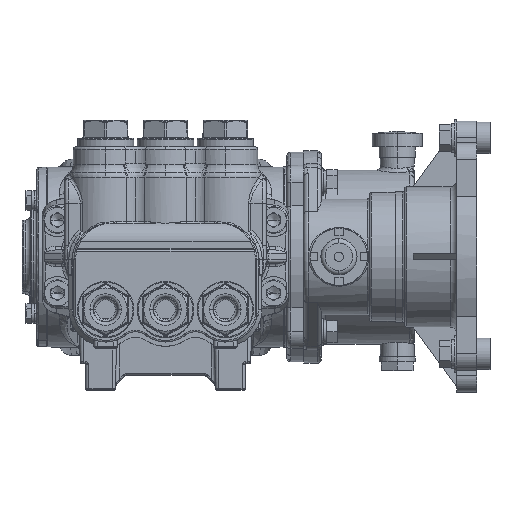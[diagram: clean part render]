
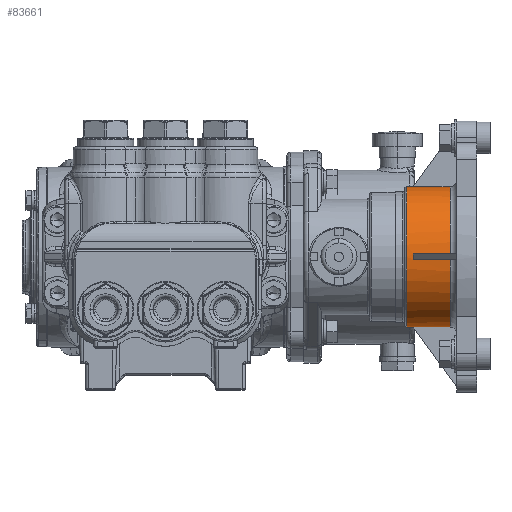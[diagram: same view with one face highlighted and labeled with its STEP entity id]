
A CAD part, top view. The second image highlights one B-rep face of the part: STEP entity #83661.
In plain terms, the highlighted cylindrical face has radius 42.164 mm (diameter 84.328 mm), a partial arc.
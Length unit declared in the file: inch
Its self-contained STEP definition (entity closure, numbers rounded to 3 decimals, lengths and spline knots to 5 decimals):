
#827 = CIRCLE ( 'NONE', #68050, 1.66 ) ;
#2196 = CARTESIAN_POINT ( 'NONE',  ( 6.73828, 0., 2.511 ) ) ;
#2668 = AXIS2_PLACEMENT_3D ( 'NONE', #41579, #50853, #13745 ) ;
#3198 =( BOUNDED_CURVE ( )  B_SPLINE_CURVE ( 3, ( #67567, #20543, #58851, #11843 ),
 .UNSPECIFIED., .F., .T. ) 
 B_SPLINE_CURVE_WITH_KNOTS ( ( 4, 4 ),
 ( 0., 0.04218 ),
 .UNSPECIFIED. ) 
 CURVE ( )  GEOMETRIC_REPRESENTATION_ITEM ( )  RATIONAL_B_SPLINE_CURVE ( ( 1., 1., 1., 1. ) ) 
 REPRESENTATION_ITEM ( '' )  );
#3999 = EDGE_CURVE ( 'NONE', #79386, #78131, #112483, .T. ) ;
#4653 = EDGE_CURVE ( 'NONE', #120161, #79386, #827, .T. ) ;
#4733 = VECTOR ( 'NONE', #120560, 39.37008 ) ;
#6341 = ORIENTED_EDGE ( 'NONE', *, *, #29833, .F. ) ;
#7327 = ORIENTED_EDGE ( 'NONE', *, *, #38282, .T. ) ;
#8317 = ORIENTED_EDGE ( 'NONE', *, *, #27348, .T. ) ;
#11843 = CARTESIAN_POINT ( 'NONE',  ( 5.86291, 1.65852, 2.581 ) ) ;
#12520 = FACE_OUTER_BOUND ( 'NONE', #106007, .T. ) ;
#13092 = LINE ( 'NONE', #50803, #40701 ) ;
#13117 = EDGE_CURVE ( 'NONE', #19774, #98515, #107733, .T. ) ;
#13353 = CARTESIAN_POINT ( 'NONE',  ( 5.86434, -0.02335, 4.17149 ) ) ;
#13745 = DIRECTION ( 'NONE',  ( 0., -1., 0. ) ) ;
#16039 = VERTEX_POINT ( 'NONE', #103849 ) ;
#18068 = LINE ( 'NONE', #55778, #82642 ) ;
#19774 = VERTEX_POINT ( 'NONE', #20488 ) ;
#19848 = VERTEX_POINT ( 'NONE', #42698 ) ;
#20488 = CARTESIAN_POINT ( 'NONE',  ( 5.86291, -0.07, 4.16952 ) ) ;
#20543 = CARTESIAN_POINT ( 'NONE',  ( 5.86398, 1.66, 2.53434 ) ) ;
#24391 = CARTESIAN_POINT ( 'NONE',  ( 5.86398, -1.66, 2.53434 ) ) ;
#25705 = VECTOR ( 'NONE', #73919, 39.37008 ) ;
#27348 = EDGE_CURVE ( 'NONE', #118399, #19848, #55392, .T. ) ;
#27922 = DIRECTION ( 'NONE',  ( 1., 0., 0. ) ) ;
#29678 = CARTESIAN_POINT ( 'NONE',  ( 5.86291, -1.65852, 2.581 ) ) ;
#29833 = EDGE_CURVE ( 'NONE', #54301, #74920, #3198, .T. ) ;
#35629 = DIRECTION ( 'NONE',  ( 1., 0., 0. ) ) ;
#36124 = CARTESIAN_POINT ( 'NONE',  ( 5.86291, -1.65852, 2.581 ) ) ;
#37949 = DIRECTION ( 'NONE',  ( -1., 0., 0. ) ) ;
#37991 = LINE ( 'NONE', #65253, #25705 ) ;
#38282 = EDGE_CURVE ( 'NONE', #70731, #16039, #18068, .T. ) ;
#40284 = AXIS2_PLACEMENT_3D ( 'NONE', #94257, #37949, #113443 ) ;
#40429 = ORIENTED_EDGE ( 'NONE', *, *, #83465, .F. ) ;
#40701 = VECTOR ( 'NONE', #58865, 39.37008 ) ;
#41579 = CARTESIAN_POINT ( 'NONE',  ( 5.66028, 0., 2.511 ) ) ;
#42698 = CARTESIAN_POINT ( 'NONE',  ( 6.73828, 0.07, 4.16952 ) ) ;
#46115 = VECTOR ( 'NONE', #35629, 39.37008 ) ;
#48077 =( BOUNDED_CURVE ( )  B_SPLINE_CURVE ( 3, ( #78987, #87643, #13353, #87029 ),
 .UNSPECIFIED., .F., .F. ) 
 B_SPLINE_CURVE_WITH_KNOTS ( ( 4, 4 ),
 ( 6.241, 6.32537 ),
 .UNSPECIFIED. ) 
 CURVE ( )  GEOMETRIC_REPRESENTATION_ITEM ( )  RATIONAL_B_SPLINE_CURVE ( ( 1., 0.999, 0.999, 1. ) ) 
 REPRESENTATION_ITEM ( '' )  );
#48920 = CARTESIAN_POINT ( 'NONE',  ( 5.71028, 1.66, 2.511 ) ) ;
#50803 = CARTESIAN_POINT ( 'NONE',  ( 5.66028, 1.65852, 2.581 ) ) ;
#50853 = DIRECTION ( 'NONE',  ( 1., 0., 0. ) ) ;
#51401 = DIRECTION ( 'NONE',  ( 1., 0., 0. ) ) ;
#53700 = EDGE_CURVE ( 'NONE', #118399, #19774, #48077, .T. ) ;
#54180 = CARTESIAN_POINT ( 'NONE',  ( 5.66028, 0.07, 4.16952 ) ) ;
#54301 = VERTEX_POINT ( 'NONE', #57789 ) ;
#54655 = CARTESIAN_POINT ( 'NONE',  ( 5.71028, -1.66, 2.511 ) ) ;
#55392 = LINE ( 'NONE', #54180, #46115 ) ;
#55778 = CARTESIAN_POINT ( 'NONE',  ( 5.66028, -1.65852, 2.581 ) ) ;
#56029 = DIRECTION ( 'NONE',  ( 0., 1., 0. ) ) ;
#57789 = CARTESIAN_POINT ( 'NONE',  ( 5.86398, 1.66, 2.511 ) ) ;
#58851 = CARTESIAN_POINT ( 'NONE',  ( 5.86363, 1.65951, 2.55768 ) ) ;
#58865 = DIRECTION ( 'NONE',  ( 1., 0., 0. ) ) ;
#60686 = CARTESIAN_POINT ( 'NONE',  ( 5.66028, -0.07, 4.16952 ) ) ;
#61369 = ORIENTED_EDGE ( 'NONE', *, *, #89121, .F. ) ;
#62555 = EDGE_CURVE ( 'NONE', #16039, #98515, #96033, .T. ) ;
#64377 = ORIENTED_EDGE ( 'NONE', *, *, #3999, .T. ) ;
#65118 = VECTOR ( 'NONE', #51401, 39.37008 ) ;
#65253 = CARTESIAN_POINT ( 'NONE',  ( 5.66028, 1.66, 2.511 ) ) ;
#66703 = ORIENTED_EDGE ( 'NONE', *, *, #4653, .T. ) ;
#67567 = CARTESIAN_POINT ( 'NONE',  ( 5.86398, 1.66, 2.511 ) ) ;
#68050 = AXIS2_PLACEMENT_3D ( 'NONE', #100329, #99706, #117036 ) ;
#68396 = DIRECTION ( 'NONE',  ( -1., 0., 0. ) ) ;
#70731 = VERTEX_POINT ( 'NONE', #29678 ) ;
#71497 = CARTESIAN_POINT ( 'NONE',  ( 6.73828, -0.07, 4.16952 ) ) ;
#72677 = ORIENTED_EDGE ( 'NONE', *, *, #103911, .F. ) ;
#73530 = CARTESIAN_POINT ( 'NONE',  ( 5.66028, -1.66, 2.511 ) ) ;
#73919 = DIRECTION ( 'NONE',  ( 1., 0., 0. ) ) ;
#74342 = AXIS2_PLACEMENT_3D ( 'NONE', #2196, #68396, #56029 ) ;
#74635 = CARTESIAN_POINT ( 'NONE',  ( 5.86291, 0.07, 4.16952 ) ) ;
#74920 = VERTEX_POINT ( 'NONE', #104565 ) ;
#78131 = VERTEX_POINT ( 'NONE', #105474 ) ;
#78987 = CARTESIAN_POINT ( 'NONE',  ( 5.86291, 0.07, 4.16952 ) ) ;
#79386 = VERTEX_POINT ( 'NONE', #54655 ) ;
#82642 = VECTOR ( 'NONE', #27922, 39.37008 ) ;
#83465 = EDGE_CURVE ( 'NONE', #70731, #78131, #92083, .T. ) ;
#83661 = ADVANCED_FACE ( 'NONE', ( #12520 ), #97296, .T. ) ;
#87029 = CARTESIAN_POINT ( 'NONE',  ( 5.86291, -0.07, 4.16952 ) ) ;
#87643 = CARTESIAN_POINT ( 'NONE',  ( 5.86434, 0.02335, 4.17149 ) ) ;
#89121 = EDGE_CURVE ( 'NONE', #74920, #94039, #13092, .T. ) ;
#92083 =( BOUNDED_CURVE ( )  B_SPLINE_CURVE ( 3, ( #36124, #110386, #24391, #101104 ),
 .UNSPECIFIED., .F., .T. ) 
 B_SPLINE_CURVE_WITH_KNOTS ( ( 4, 4 ),
 ( 6.241, 6.28319 ),
 .UNSPECIFIED. ) 
 CURVE ( )  GEOMETRIC_REPRESENTATION_ITEM ( )  RATIONAL_B_SPLINE_CURVE ( ( 1., 1., 1., 1. ) ) 
 REPRESENTATION_ITEM ( '' )  );
#94039 = VERTEX_POINT ( 'NONE', #120240 ) ;
#94257 = CARTESIAN_POINT ( 'NONE',  ( 6.73828, 0., 2.511 ) ) ;
#96033 = CIRCLE ( 'NONE', #74342, 1.66 ) ;
#97296 = CYLINDRICAL_SURFACE ( 'NONE', #2668, 1.66 ) ;
#98515 = VERTEX_POINT ( 'NONE', #71497 ) ;
#99706 = DIRECTION ( 'NONE',  ( 1., 0., 0. ) ) ;
#100329 = CARTESIAN_POINT ( 'NONE',  ( 5.71028, 0., 2.511 ) ) ;
#101104 = CARTESIAN_POINT ( 'NONE',  ( 5.86398, -1.66, 2.511 ) ) ;
#103849 = CARTESIAN_POINT ( 'NONE',  ( 6.73828, -1.65852, 2.581 ) ) ;
#103911 = EDGE_CURVE ( 'NONE', #120161, #54301, #37991, .T. ) ;
#104565 = CARTESIAN_POINT ( 'NONE',  ( 5.86291, 1.65852, 2.581 ) ) ;
#105141 = ORIENTED_EDGE ( 'NONE', *, *, #53700, .F. ) ;
#105474 = CARTESIAN_POINT ( 'NONE',  ( 5.86398, -1.66, 2.511 ) ) ;
#106007 = EDGE_LOOP ( 'NONE', ( #72677, #66703, #64377, #40429, #7327, #109173, #118420, #105141, #8317, #107796, #61369, #6341 ) ) ;
#107733 = LINE ( 'NONE', #60686, #65118 ) ;
#107796 = ORIENTED_EDGE ( 'NONE', *, *, #115953, .T. ) ;
#109173 = ORIENTED_EDGE ( 'NONE', *, *, #62555, .T. ) ;
#109357 = CIRCLE ( 'NONE', #40284, 1.66 ) ;
#110386 = CARTESIAN_POINT ( 'NONE',  ( 5.86363, -1.65951, 2.55768 ) ) ;
#112483 = LINE ( 'NONE', #73530, #4733 ) ;
#113443 = DIRECTION ( 'NONE',  ( 0., 1., 0. ) ) ;
#115953 = EDGE_CURVE ( 'NONE', #19848, #94039, #109357, .T. ) ;
#117036 = DIRECTION ( 'NONE',  ( 0., 1., 0. ) ) ;
#118399 = VERTEX_POINT ( 'NONE', #74635 ) ;
#118420 = ORIENTED_EDGE ( 'NONE', *, *, #13117, .F. ) ;
#120161 = VERTEX_POINT ( 'NONE', #48920 ) ;
#120240 = CARTESIAN_POINT ( 'NONE',  ( 6.73828, 1.65852, 2.581 ) ) ;
#120560 = DIRECTION ( 'NONE',  ( 1., 0., 0. ) ) ;
